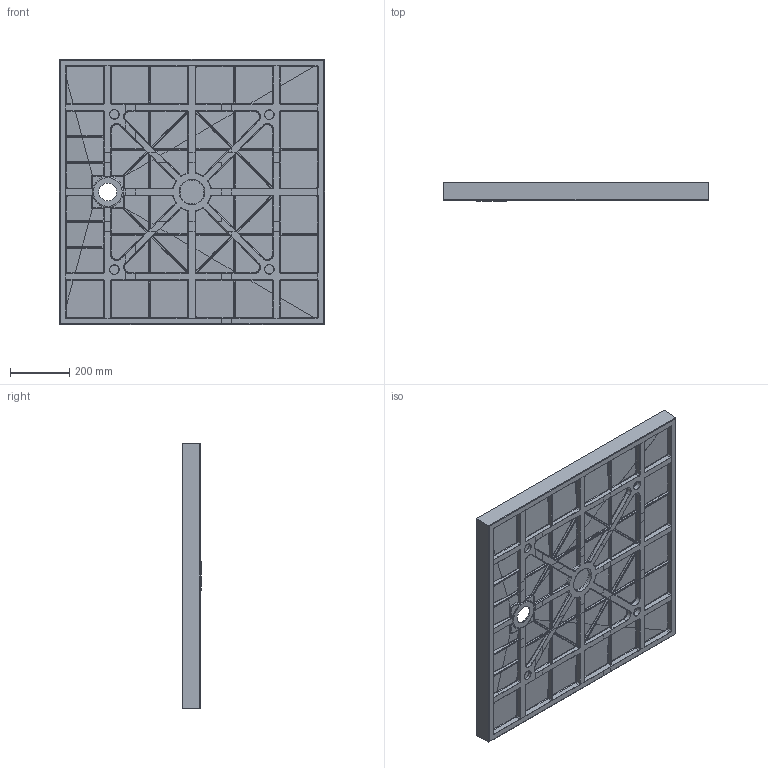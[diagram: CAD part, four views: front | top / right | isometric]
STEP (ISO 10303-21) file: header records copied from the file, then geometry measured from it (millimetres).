
FILE_DESCRIPTION (( 'STEP AP203' ), '1' );
FILE_NAME ('6616 Centre Rear REV D 110613.STEP', '2023-03-24T01:24:53', ( '' ), ( '' ), 'SwSTEP 2.0', 'SolidWorks 2020', '' );
FILE_SCHEMA (( 'CONFIG_CONTROL_DESIGN' ));
Products named in the file (1): 6616 Centre Rear REV D 110613
Bounding box: 900 x 62.5 x 900 mm (x, y, z)
Volume: 8263061.9 mm3; surface area: 2231850.8 mm2
Topology: 1 solids, 1 shells, 1780 faces, 4365 edges, 2592 vertices
Faces by surface type: cylinder 793, bspline 597, plane 350, cone 24, torus 16
Entity records: 67500 total; most frequent: CARTESIAN_POINT 31668, ORIENTED_EDGE 8730, DIRECTION 6297, EDGE_CURVE 4365, VERTEX_POINT 2592, AXIS2_PLACEMENT_3D 2290, EDGE_LOOP 1787, ADVANCED_FACE 1780
